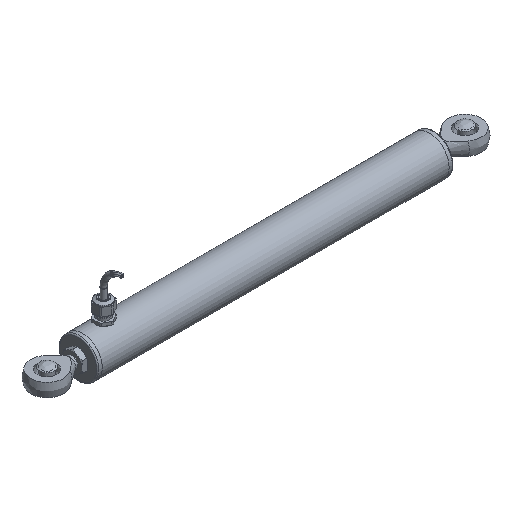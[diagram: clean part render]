
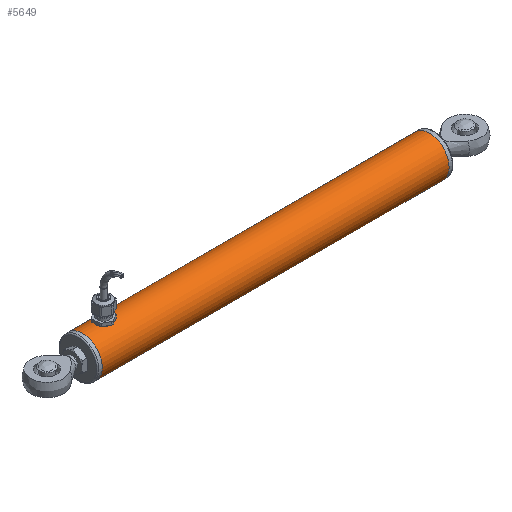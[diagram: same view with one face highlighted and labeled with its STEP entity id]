
A CAD part, isometric view. The second image highlights one B-rep face of the part: STEP entity #5649.
In plain terms, the highlighted cylindrical face has radius 13.335 mm (diameter 26.67 mm), a full revolution.
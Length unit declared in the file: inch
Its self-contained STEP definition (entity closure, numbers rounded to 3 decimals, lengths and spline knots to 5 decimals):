
#17 = CARTESIAN_POINT ( 'NONE',  ( -4.07234, -0.08846, 0.51753 ) ) ;
#60 = CARTESIAN_POINT ( 'NONE',  ( -3.86516, -0.08178, 0.51864 ) ) ;
#105 = CARTESIAN_POINT ( 'NONE',  ( -4.10535, 0.00889, 0.525 ) ) ;
#195 = ORIENTED_EDGE ( 'NONE', *, *, #4795, .T. ) ;
#593 = CARTESIAN_POINT ( 'NONE',  ( -4.00665, 0.13034, 0.50861 ) ) ;
#634 = CARTESIAN_POINT ( 'NONE',  ( -3.93657, 0.12952, 0.50878 ) ) ;
#684 = CARTESIAN_POINT ( 'NONE',  ( -3.95388, -0.13298, 0.50788 ) ) ;
#727 = CARTESIAN_POINT ( 'NONE',  ( -3.93673, -0.12956, 0.50877 ) ) ;
#777 = CARTESIAN_POINT ( 'NONE',  ( -4.09169, 0.05958, 0.52167 ) ) ;
#951 = EDGE_CURVE ( 'NONE', #5552, #5552, #2053, .T. ) ;
#1217 = CARTESIAN_POINT ( 'NONE',  ( -3.98038, -0.13386, 0.50765 ) ) ;
#1295 = CARTESIAN_POINT ( 'NONE',  ( -4.03102, -0.12021, 0.51106 ) ) ;
#1339 = CARTESIAN_POINT ( 'NONE',  ( -3.98896, 0.13386, 0.50765 ) ) ;
#1381 = CARTESIAN_POINT ( 'NONE',  ( -4.10103, 0.03487, 0.52391 ) ) ;
#1423 = EDGE_LOOP ( 'NONE', ( #2643 ) ) ;
#1526 = CARTESIAN_POINT ( 'NONE',  ( 4.7185, 0., 0. ) ) ;
#1588 = DIRECTION ( 'NONE',  ( 1., 0., 0. ) ) ;
#1909 = CARTESIAN_POINT ( 'NONE',  ( -3.90423, 0.11606, 0.51204 ) ) ;
#1916 = DIRECTION ( 'NONE',  ( 0., -1., 0. ) ) ;
#1992 = CARTESIAN_POINT ( 'NONE',  ( -3.84195, 0.0348, 0.52392 ) ) ;
#2031 = CARTESIAN_POINT ( 'NONE',  ( -4.08768, -0.06707, 0.52075 ) ) ;
#2053 = CIRCLE ( 'NONE', #2884, 0.525 ) ;
#2182 = CARTESIAN_POINT ( 'NONE',  ( 4.7185, -0.525, 0. ) ) ;
#2371 = DIRECTION ( 'NONE',  ( 0., -1., 0. ) ) ;
#2448 = ORIENTED_EDGE ( 'NONE', *, *, #951, .T. ) ;
#2566 = VERTEX_POINT ( 'NONE', #6603 ) ;
#2642 = CARTESIAN_POINT ( 'NONE',  ( -3.86445, 0.08226, 0.51867 ) ) ;
#2643 = ORIENTED_EDGE ( 'NONE', *, *, #7770, .T. ) ;
#2677 = CARTESIAN_POINT ( 'NONE',  ( -3.91207, 0.12026, 0.51105 ) ) ;
#2720 = CARTESIAN_POINT ( 'NONE',  ( -3.88982, -0.10641, 0.51413 ) ) ;
#2884 = AXIS2_PLACEMENT_3D ( 'NONE', #1526, #7382, #4910 ) ;
#3249 = CARTESIAN_POINT ( 'NONE',  ( -4.09849, -0.04323, 0.52328 ) ) ;
#3256 = CARTESIAN_POINT ( 'NONE',  ( 4.7185, 0., 0. ) ) ;
#3292 = CARTESIAN_POINT ( 'NONE',  ( -4.10447, 0.01773, 0.52477 ) ) ;
#3336 = CARTESIAN_POINT ( 'NONE',  ( -3.97149, -0.13386, 0.50765 ) ) ;
#3379 = CARTESIAN_POINT ( 'NONE',  ( -4.10536, -0.00877, 0.525 ) ) ;
#3421 = CARTESIAN_POINT ( 'NONE',  ( -4.07792, -0.08167, 0.51866 ) ) ;
#3858 = CARTESIAN_POINT ( 'NONE',  ( -4.00638, -0.12953, 0.50877 ) ) ;
#3942 = CARTESIAN_POINT ( 'NONE',  ( -4.05327, -0.10634, 0.51414 ) ) ;
#3950 = FACE_OUTER_BOUND ( 'NONE', #7571, .T. ) ;
#3985 = CARTESIAN_POINT ( 'NONE',  ( -4.07788, 0.08171, 0.51865 ) ) ;
#4028 = CARTESIAN_POINT ( 'NONE',  ( -3.85124, -0.05942, 0.52169 ) ) ;
#4068 = CARTESIAN_POINT ( 'NONE',  ( -4.03866, 0.11612, 0.51202 ) ) ;
#4298 = VERTEX_POINT ( 'NONE', #5250 ) ;
#4554 = CARTESIAN_POINT ( 'NONE',  ( -3.83764, 0.00869, 0.525 ) ) ;
#4592 = CARTESIAN_POINT ( 'NONE',  ( -3.88298, -0.10078, 0.51527 ) ) ;
#4598 = FACE_OUTER_BOUND ( 'NONE', #5709, .T. ) ;
#4632 = CARTESIAN_POINT ( 'NONE',  ( -3.92821, -0.12697, 0.50943 ) ) ;
#4676 = CARTESIAN_POINT ( 'NONE',  ( -3.84455, -0.04333, 0.52327 ) ) ;
#4722 = CARTESIAN_POINT ( 'NONE',  ( -4.01491, -0.12692, 0.50944 ) ) ;
#4795 = EDGE_CURVE ( 'NONE', #2566, #2566, #4869, .T. ) ;
#4869 = CIRCLE ( 'NONE', #5452, 0.525 ) ;
#4910 = DIRECTION ( 'NONE',  ( 0., -1., 0. ) ) ;
#5181 = CARTESIAN_POINT ( 'NONE',  ( -3.97149, -0.13386, 0.50765 ) ) ;
#5230 = CARTESIAN_POINT ( 'NONE',  ( -3.96269, 0.13385, 0.50765 ) ) ;
#5250 = CARTESIAN_POINT ( 'NONE',  ( -3.97149, -0.13386, 0.50765 ) ) ;
#5271 = CARTESIAN_POINT ( 'NONE',  ( -4.05319, 0.1064, 0.51413 ) ) ;
#5312 = CARTESIAN_POINT ( 'NONE',  ( -3.84449, 0.04317, 0.52329 ) ) ;
#5356 = CARTESIAN_POINT ( 'NONE',  ( -4.06006, -0.10075, 0.51528 ) ) ;
#5399 = CARTESIAN_POINT ( 'NONE',  ( -4.1045, -0.01748, 0.52478 ) ) ;
#5452 = AXIS2_PLACEMENT_3D ( 'NONE', #7533, #1588, #2371 ) ;
#5552 = VERTEX_POINT ( 'NONE', #2182 ) ;
#5649 = ADVANCED_FACE ( 'NONE', ( #7165, #4598, #3950 ), #6648, .T. ) ;
#5709 = EDGE_LOOP ( 'NONE', ( #195 ) ) ;
#5914 = CARTESIAN_POINT ( 'NONE',  ( -4.03083, 0.12031, 0.51104 ) ) ;
#5952 = CARTESIAN_POINT ( 'NONE',  ( -3.92822, 0.12697, 0.50943 ) ) ;
#5993 = CARTESIAN_POINT ( 'NONE',  ( -3.88977, 0.10637, 0.51414 ) ) ;
#6036 = CARTESIAN_POINT ( 'NONE',  ( -3.83852, 0.0176, 0.52478 ) ) ;
#6081 = CARTESIAN_POINT ( 'NONE',  ( -4.10108, -0.03468, 0.52392 ) ) ;
#6530 = DIRECTION ( 'NONE',  ( -1., 0., 0. ) ) ;
#6562 = CARTESIAN_POINT ( 'NONE',  ( -3.8546, 0.06755, 0.52089 ) ) ;
#6601 = CARTESIAN_POINT ( 'NONE',  ( -4.05991, 0.10089, 0.51525 ) ) ;
#6603 = CARTESIAN_POINT ( 'NONE',  ( -4.5315, -0.525, 0. ) ) ;
#6641 = CARTESIAN_POINT ( 'NONE',  ( -3.87069, -0.08849, 0.51753 ) ) ;
#6648 = CYLINDRICAL_SURFACE ( 'NONE', #7635, 0.525 ) ;
#6683 = CARTESIAN_POINT ( 'NONE',  ( -3.85537, -0.06715, 0.52074 ) ) ;
#6726 = CARTESIAN_POINT ( 'NONE',  ( -4.07226, 0.08855, 0.51752 ) ) ;
#7165 = FACE_BOUND ( 'NONE', #1423, .T. ) ;
#7200 = CARTESIAN_POINT ( 'NONE',  ( -3.90434, -0.11612, 0.51202 ) ) ;
#7242 = CARTESIAN_POINT ( 'NONE',  ( -3.91202, -0.12024, 0.51106 ) ) ;
#7285 = CARTESIAN_POINT ( 'NONE',  ( -3.84196, -0.03485, 0.52391 ) ) ;
#7303 = B_SPLINE_CURVE_WITH_KNOTS ( 'NONE', 3,
 ( #5181, #1217, #7820, #3858, #4722, #1295, #7329, #3942, #5356, #17, #3421, #2031, #8588, #3249, #6081, #5399, #3379, #105, #3292, #1381, #7374, #777, #7907, #3985, #6726, #6601, #5271, #4068, #5914, #593, #1339, #5230, #8544, #634, #5952, #2677, #1909, #5993, #7863, #2642, #6562, #5312, #1992, #6036, #4554, #7953, #7997, #7285, #4676, #4028, #6683, #60, #6641, #4592, #2720, #7200, #7242, #4632, #727, #684, #8038, #3336 ),
 .UNSPECIFIED., .T., .F.,
 ( 4, 2, 2, 2, 2, 2, 2, 2, 2, 2, 2, 2, 2, 2, 2, 2, 2, 2, 2, 2, 2, 2, 2, 2, 2, 2, 2, 2, 2, 2, 4 ),
 ( 0., 0.00067, 0.00134, 0.00201, 0.00268, 0.00335, 0.00402, 0.00469, 0.00536, 0.00603, 0.0067, 0.00737, 0.00804, 0.00871, 0.00938, 0.01072, 0.01139, 0.01206, 0.01273, 0.0134, 0.01474, 0.01541, 0.01608, 0.01675, 0.01742, 0.01809, 0.01876, 0.01943, 0.0201, 0.02077, 0.02144 ),
 .UNSPECIFIED. ) ;
#7329 = CARTESIAN_POINT ( 'NONE',  ( -4.03869, -0.1161, 0.51203 ) ) ;
#7374 = CARTESIAN_POINT ( 'NONE',  ( -4.09847, 0.04329, 0.52328 ) ) ;
#7382 = DIRECTION ( 'NONE',  ( -1., 0., 0. ) ) ;
#7533 = CARTESIAN_POINT ( 'NONE',  ( -4.5315, 0., 0. ) ) ;
#7571 = EDGE_LOOP ( 'NONE', ( #2448 ) ) ;
#7635 = AXIS2_PLACEMENT_3D ( 'NONE', #3256, #6530, #1916 ) ;
#7770 = EDGE_CURVE ( 'NONE', #4298, #4298, #7303, .T. ) ;
#7820 = CARTESIAN_POINT ( 'NONE',  ( -3.98913, -0.13298, 0.50788 ) ) ;
#7863 = CARTESIAN_POINT ( 'NONE',  ( -3.88305, 0.10085, 0.51526 ) ) ;
#7907 = CARTESIAN_POINT ( 'NONE',  ( -4.08756, 0.06725, 0.52073 ) ) ;
#7953 = CARTESIAN_POINT ( 'NONE',  ( -3.83765, -0.00885, 0.525 ) ) ;
#7997 = CARTESIAN_POINT ( 'NONE',  ( -3.83851, -0.01756, 0.52478 ) ) ;
#8038 = CARTESIAN_POINT ( 'NONE',  ( -3.96261, -0.13386, 0.50765 ) ) ;
#8544 = CARTESIAN_POINT ( 'NONE',  ( -3.95381, 0.13297, 0.50788 ) ) ;
#8588 = CARTESIAN_POINT ( 'NONE',  ( -4.09179, -0.05938, 0.52169 ) ) ;
